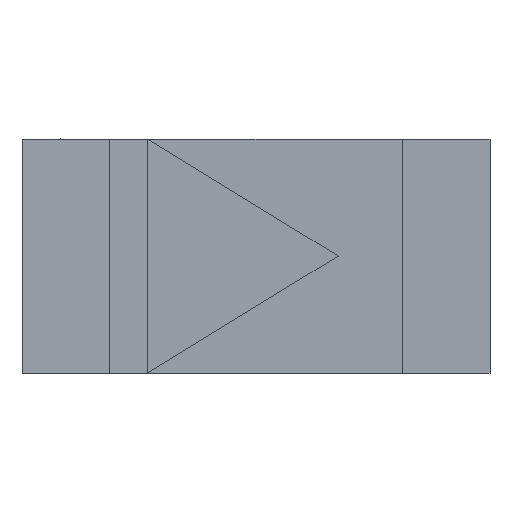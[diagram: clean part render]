
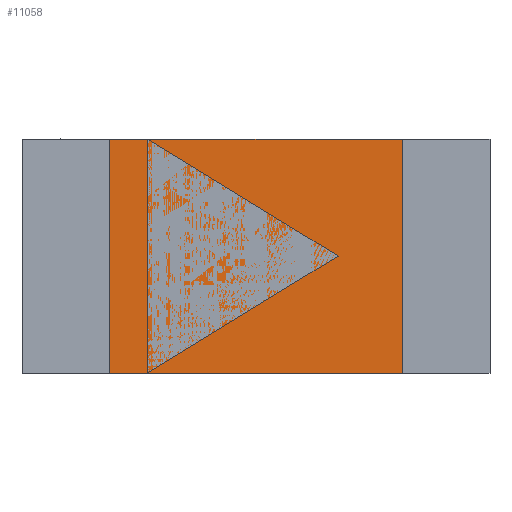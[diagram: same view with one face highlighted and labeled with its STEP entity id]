
A CAD part, front view. The second image highlights one B-rep face of the part: STEP entity #11058.
In plain terms, the highlighted planar face has unit normal (0, -1, 0).
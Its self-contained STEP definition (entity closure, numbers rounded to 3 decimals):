
#111 = VERTEX_POINT ( 'NONE', #6464 ) ;
#112 = VERTEX_POINT ( 'NONE', #6465 ) ;
#173 = VECTOR ( 'NONE', #11419, 1000. ) ;
#175 = VECTOR ( 'NONE', #11425, 1000. ) ;
#177 = VECTOR ( 'NONE', #11431, 1000. ) ;
#180 = VECTOR ( 'NONE', #11440, 1000. ) ;
#3397 = EDGE_CURVE ( 'NONE', #9901, #9922, #11417, .T. ) ;
#3399 = EDGE_CURVE ( 'NONE', #9901, #111, #11423, .T. ) ;
#3401 = EDGE_CURVE ( 'NONE', #9922, #112, #11429, .T. ) ;
#3404 = EDGE_CURVE ( 'NONE', #111, #112, #11438, .T. ) ;
#4325 = CARTESIAN_POINT ( 'NONE',  ( -0.5, -0.075, 0.4 ) ) ;
#4346 = CARTESIAN_POINT ( 'NONE',  ( 0.5, -0.075, 0.4 ) ) ;
#4759 = PLANE ( 'NONE',  #9172 ) ;
#4760 = CARTESIAN_POINT ( 'NONE',  ( 0., -0.075, 0.4 ) ) ;
#4761 = DIRECTION ( 'NONE',  ( 0., 1., 0. ) ) ;
#4762 = DIRECTION ( 'NONE',  ( 0., 0., 1. ) ) ;
#5887 = EDGE_LOOP ( 'NONE', ( #12753, #12755, #12754, #12756 ) ) ;
#6464 = CARTESIAN_POINT ( 'NONE',  ( -0.5, -0.075, -0.4 ) ) ;
#6465 = CARTESIAN_POINT ( 'NONE',  ( 0.5, -0.075, -0.4 ) ) ;
#9165 = FACE_OUTER_BOUND ( 'NONE', #5887, .T. ) ;
#9172 = AXIS2_PLACEMENT_3D ( 'NONE', #4760, #4761, #4762 ) ;
#9901 = VERTEX_POINT ( 'NONE', #4325 ) ;
#9922 = VERTEX_POINT ( 'NONE', #4346 ) ;
#11058 = ADVANCED_FACE ( 'NONE', ( #9165 ), #4759, .F. ) ;
#11417 = LINE ( 'NONE', #11418, #173 ) ;
#11418 = CARTESIAN_POINT ( 'NONE',  ( 0., -0.075, 0.4 ) ) ;
#11419 = DIRECTION ( 'NONE',  ( 1., 0., 0. ) ) ;
#11423 = LINE ( 'NONE', #11424, #175 ) ;
#11424 = CARTESIAN_POINT ( 'NONE',  ( -0.5, -0.075, 0.4 ) ) ;
#11425 = DIRECTION ( 'NONE',  ( 0., 0., -1. ) ) ;
#11429 = LINE ( 'NONE', #11430, #177 ) ;
#11430 = CARTESIAN_POINT ( 'NONE',  ( 0.5, -0.075, 0.4 ) ) ;
#11431 = DIRECTION ( 'NONE',  ( 0., 0., -1. ) ) ;
#11438 = LINE ( 'NONE', #11439, #180 ) ;
#11439 = CARTESIAN_POINT ( 'NONE',  ( 0., -0.075, -0.4 ) ) ;
#11440 = DIRECTION ( 'NONE',  ( 1., 0., 0. ) ) ;
#12753 = ORIENTED_EDGE ( 'NONE', *, *, #3404, .T. ) ;
#12754 = ORIENTED_EDGE ( 'NONE', *, *, #3397, .F. ) ;
#12755 = ORIENTED_EDGE ( 'NONE', *, *, #3401, .F. ) ;
#12756 = ORIENTED_EDGE ( 'NONE', *, *, #3399, .T. ) ;
